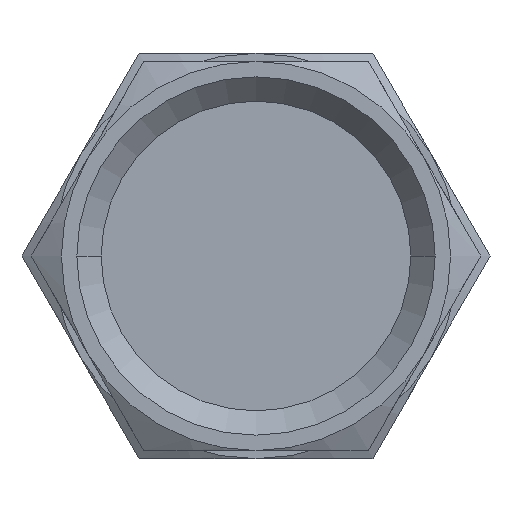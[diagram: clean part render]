
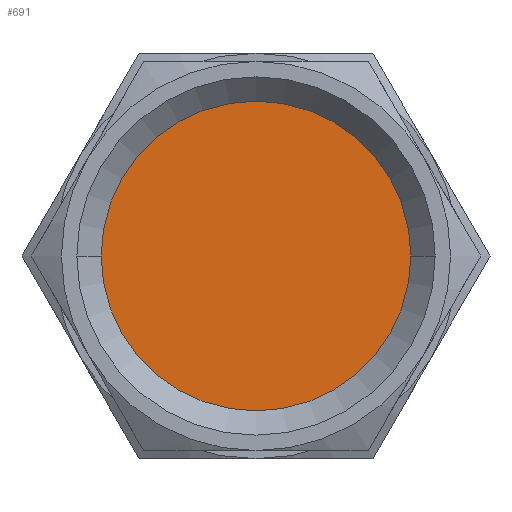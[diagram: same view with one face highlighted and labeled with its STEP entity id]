
A CAD part, front view. The second image highlights one B-rep face of the part: STEP entity #691.
In plain terms, the highlighted planar face has unit normal (0, -1, 0).
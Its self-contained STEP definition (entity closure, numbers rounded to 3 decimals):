
#36 = FACE_OUTER_BOUND ( 'NONE', #653, .T. ) ;
#290 = CARTESIAN_POINT ( 'NONE',  ( -9.55, 2.412, 0. ) ) ;
#298 = CARTESIAN_POINT ( 'NONE',  ( 9.55, 2.412, 0. ) ) ;
#376 = EDGE_CURVE ( 'NONE', #2199, #2197, #2310, .T. ) ;
#384 = EDGE_CURVE ( 'NONE', #2197, #2199, #2321, .T. ) ;
#472 = AXIS2_PLACEMENT_3D ( 'NONE', #858, #871, #883 ) ;
#476 = AXIS2_PLACEMENT_3D ( 'NONE', #974, #973, #972 ) ;
#580 = AXIS2_PLACEMENT_3D ( 'NONE', #1784, #1785, #1786 ) ;
#653 = EDGE_LOOP ( 'NONE', ( #2160, #674 ) ) ;
#674 = ORIENTED_EDGE ( 'NONE', *, *, #384, .F. ) ;
#691 = ADVANCED_FACE ( 'NONE', ( #36 ), #1776, .F. ) ;
#858 = CARTESIAN_POINT ( 'NONE',  ( 0., 2.412, 0. ) ) ;
#871 = DIRECTION ( 'NONE',  ( 0., 1., 0. ) ) ;
#883 = DIRECTION ( 'NONE',  ( 0., 0., 1. ) ) ;
#972 = DIRECTION ( 'NONE',  ( 0., 0., 1. ) ) ;
#973 = DIRECTION ( 'NONE',  ( 0., 1., 0. ) ) ;
#974 = CARTESIAN_POINT ( 'NONE',  ( 0., 2.412, 0. ) ) ;
#1776 = PLANE ( 'NONE',  #580 ) ;
#1784 = CARTESIAN_POINT ( 'NONE',  ( 0., 2.412, 0. ) ) ;
#1785 = DIRECTION ( 'NONE',  ( 0., 1., 0. ) ) ;
#1786 = DIRECTION ( 'NONE',  ( 0., 0., 1. ) ) ;
#2160 = ORIENTED_EDGE ( 'NONE', *, *, #376, .F. ) ;
#2197 = VERTEX_POINT ( 'NONE', #290 ) ;
#2199 = VERTEX_POINT ( 'NONE', #298 ) ;
#2310 = CIRCLE ( 'NONE', #472, 9.55 ) ;
#2321 = CIRCLE ( 'NONE', #476, 9.55 ) ;
